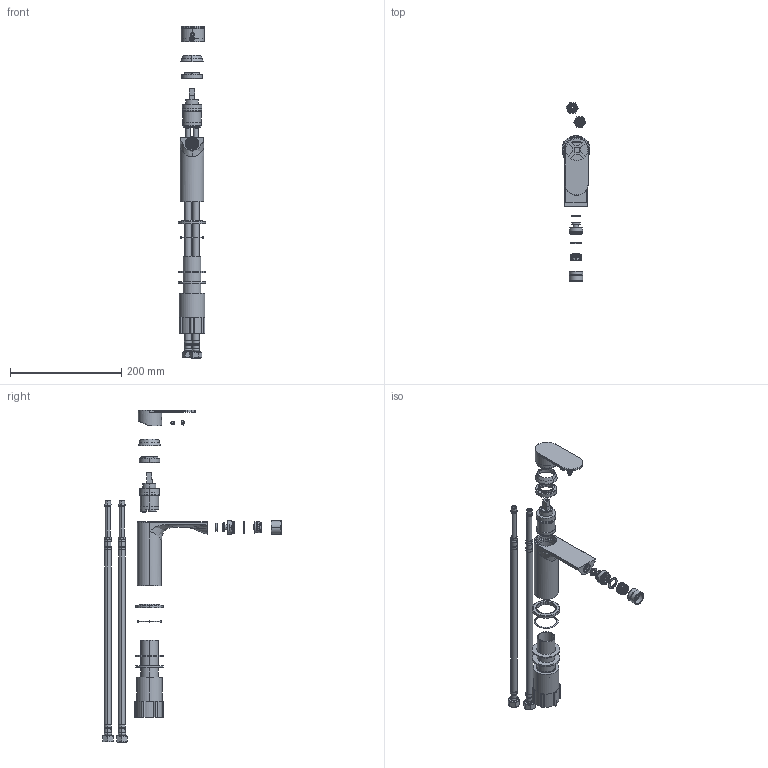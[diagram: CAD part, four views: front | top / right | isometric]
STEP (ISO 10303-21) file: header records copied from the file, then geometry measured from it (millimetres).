
FILE_DESCRIPTION((''),'2;1');
FILE_NAME('BAL6_ASM','2024-08-07T',('Administrator'),(''),'PRO/ENGINEER BY PARAMETRIC TECHNOLOGY CORPORATION, 2010430','PRO/ENGINEER BY PARAMETRIC TECHNOLOGY CORPORATION, 2010430','');
FILE_SCHEMA(('CONFIG_CONTROL_DESIGN'));
Products named in the file (25): 2110467; 2720045; 2020004; 2020043; 2050031; 2350017-1; 2350006-4; 2350017-5; 2350006-3; 2350006-2; 2350017_ASM; 2050020; 2320003; 2330005; 2240156; 2070001; 2210001; 2530061; 2550041; 2010001; 2050076; 2050082; 2010052; 2860216; BAL6_ASM
Assembly tree (25 placements, depth 3):
  BAL6_ASM
    2110467
    2720045
    2020004
    2020043
    2050031
    2350017_ASM
      2350017-1
      2350006-4
      2350017-5
      2350006-3
      2350006-2
    2050020
    2320003
    2330005
    2240156
    2070001
    2210001
    2530061
    2550041
    2010001
    2050076
    2050082
    2010052
    2860216  x2
Bounding box: 50 x 321.17 x 596.47 mm (x, y, z)
Volume: 251141.4 mm3; surface area: 203513.5 mm2
Topology: 30 solids, 30 shells, 3278 faces, 8871 edges, 5653 vertices
Faces by surface type: plane 2345, cylinder 638, cone 124, torus 94, bspline 67, sphere 10
Entity records: 106286 total; most frequent: CARTESIAN_POINT 25150, ORIENTED_EDGE 17326, DIRECTION 15972, EDGE_CURVE 8663, VECTOR 5722, LINE 5722, VERTEX_POINT 5531, AXIS2_PLACEMENT_3D 5125
